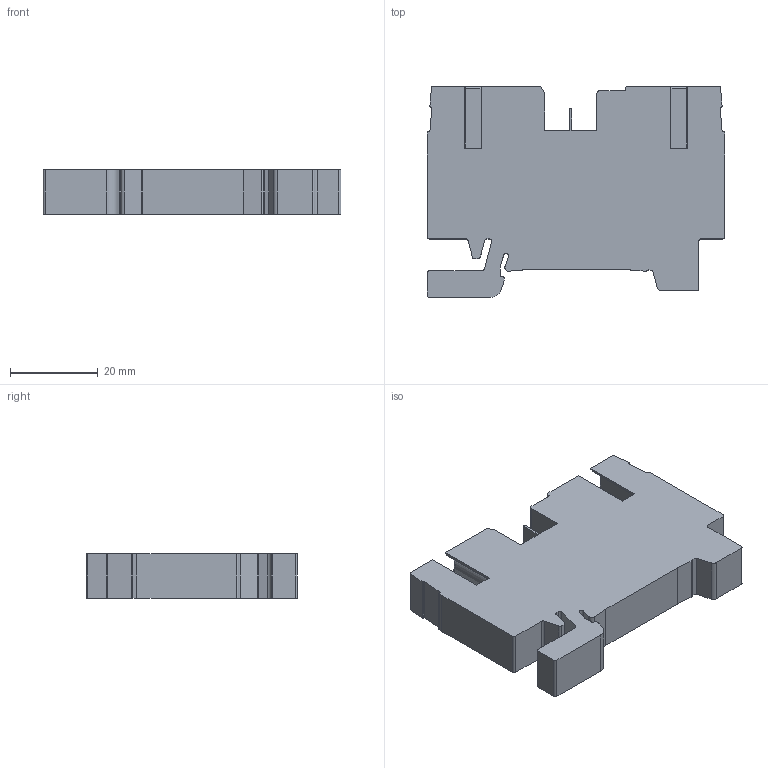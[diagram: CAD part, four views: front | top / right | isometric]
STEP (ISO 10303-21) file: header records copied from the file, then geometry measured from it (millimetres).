
FILE_DESCRIPTION((''),'2;1');
FILE_NAME('PRK10_2A','2019-10-18T',('Christian Carl'),(''),'CREO PARAMETRIC BY PTC INC, 2016380','CREO PARAMETRIC BY PTC INC, 2016380','');
FILE_SCHEMA(('CONFIG_CONTROL_DESIGN'));
Length unit declared in the file: millimetre
Products named in the file (1): PRK10_2A
Bounding box: 67.8 x 48 x 10.1 mm (x, y, z)
Volume: 21606.4 mm3; surface area: 11446.4 mm2
Topology: 1 solids, 5 shells, 244 faces, 679 edges, 450 vertices
Faces by surface type: plane 140, cylinder 86, cone 18
Entity records: 7889 total; most frequent: CARTESIAN_POINT 1437, ORIENTED_EDGE 1358, DIRECTION 1343, EDGE_CURVE 679, VECTOR 463, LINE 463, VERTEX_POINT 450, AXIS2_PLACEMENT_3D 440
